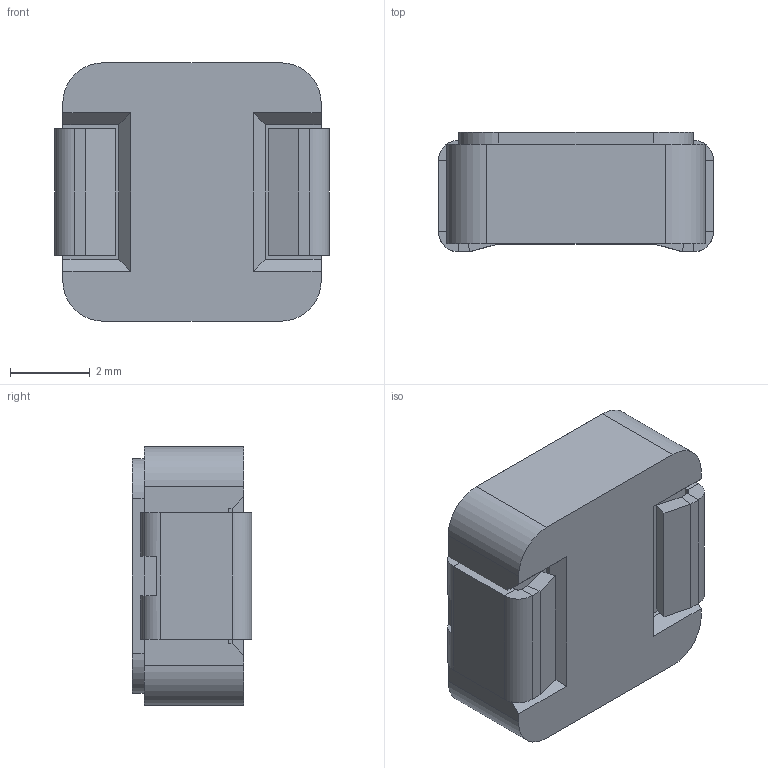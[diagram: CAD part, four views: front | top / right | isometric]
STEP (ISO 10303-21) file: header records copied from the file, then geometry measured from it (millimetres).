
FILE_DESCRIPTION(('HOOPS Exchange Step'),'2;1');
FILE_NAME('af93dce67d241b5bad1eae999944eb5120200925-4161-mhk337.sldprt.step','2020-09-25T01:02:22+00:00',('converter2'),('Unknown organisation'),'HOOPS Exchange 2019.2','HOOPS Exchange','Unknown authorisation');
FILE_SCHEMA( ('AUTOMOTIVE_DESIGN { 1 0 10303 214 1 1 1 1 }') );
Length unit declared in the file: millimetre
Products named in the file (2): Default; af93dce67d241b5bad1eae999944eb5120200925-4161-mhk337
Assembly tree (1 placements, depth 2):
  af93dce67d241b5bad1eae999944eb5120200925-4161-mhk337
    Default
Bounding box: 6.88 x 3 x 6.47 mm (x, y, z)
Volume: 118.1 mm3; surface area: 281.1 mm2
Topology: 4 solids, 4 shells, 94 faces, 226 edges, 136 vertices
Faces by surface type: plane 78, cylinder 16
Entity records: 2724 total; most frequent: DIRECTION 460, CARTESIAN_POINT 459, ORIENTED_EDGE 452, EDGE_CURVE 226, VECTOR 186, LINE 186, AXIS2_PLACEMENT_3D 137, VERTEX_POINT 136
